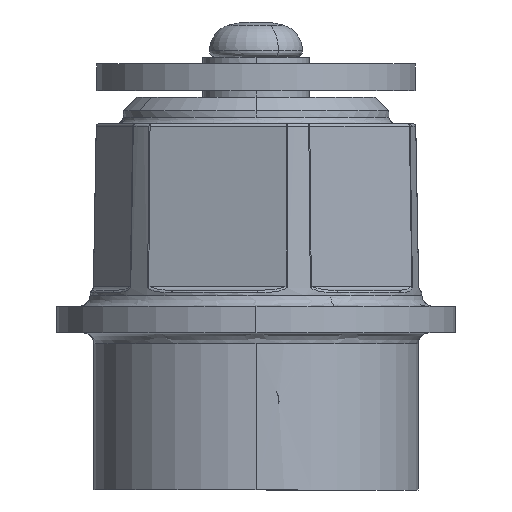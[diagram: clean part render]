
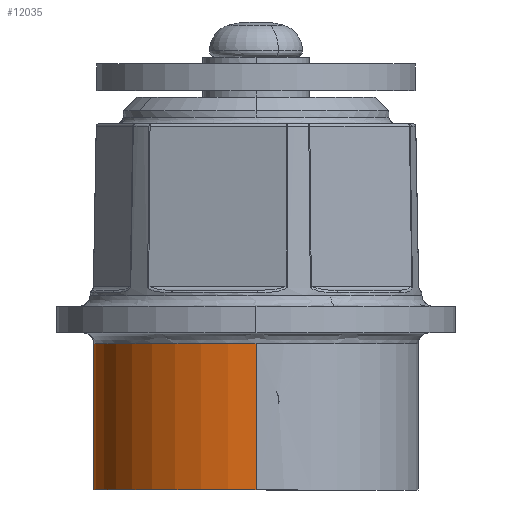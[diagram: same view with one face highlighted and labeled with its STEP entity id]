
A CAD part, left-side view. The second image highlights one B-rep face of the part: STEP entity #12035.
In plain terms, the highlighted cylindrical face has radius 12.175 mm (diameter 24.35 mm), a partial arc.
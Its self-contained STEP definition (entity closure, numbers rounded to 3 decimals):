
#4994 = CARTESIAN_POINT ( 'NONE',  ( 4.536, 11.299, 2.239 ) ) ;
#5007 = CIRCLE ( 'NONE', #5047, 12.175 ) ;
#5008 = B_SPLINE_CURVE_WITH_KNOTS ( 'NONE', 3,
 ( #5065, #5064, #5063, #5062, #5061, #5060 ),
 .UNSPECIFIED., .F., .F.,
 ( 4, 2, 4 ),
 ( 0., 0., 0.001 ),
 .UNSPECIFIED. ) ;
#5009 = B_SPLINE_CURVE_WITH_KNOTS ( 'NONE', 3,
 ( #5054, #5053, #5052, #5051, #5050, #5049 ),
 .UNSPECIFIED., .F., .F.,
 ( 4, 2, 4 ),
 ( 0.002, 0.002, 0.003 ),
 .UNSPECIFIED. ) ;
#5010 = CARTESIAN_POINT ( 'NONE',  ( 4.536, 11.299, 2.239 ) ) ;
#5011 = CARTESIAN_POINT ( 'NONE',  ( 4.531, 11.3, 2.286 ) ) ;
#5012 = CARTESIAN_POINT ( 'NONE',  ( 4.529, 11.301, 2.333 ) ) ;
#5013 = CARTESIAN_POINT ( 'NONE',  ( 4.529, 11.301, 2.38 ) ) ;
#5014 = CARTESIAN_POINT ( 'NONE',  ( 0., 0., 6.73 ) ) ;
#5015 = B_SPLINE_CURVE_WITH_KNOTS ( 'NONE', 3,
 ( #5013, #5012, #5011, #5010 ),
 .UNSPECIFIED., .F., .F.,
 ( 4, 4 ),
 ( 0.001, 0.001 ),
 .UNSPECIFIED. ) ;
#5022 = CARTESIAN_POINT ( 'NONE',  ( 12.175, 0., -4.27 ) ) ;
#5024 = CARTESIAN_POINT ( 'NONE',  ( 4.724, 11.221, 3.131 ) ) ;
#5037 = DIRECTION ( 'NONE',  ( 0., 0., 1. ) ) ;
#5038 = VECTOR ( 'NONE', #5037, 1000. ) ;
#5039 = CARTESIAN_POINT ( 'NONE',  ( -12.175, 0., 1.63 ) ) ;
#5040 = LINE ( 'NONE', #5039, #5038 ) ;
#5042 = CIRCLE ( 'NONE', #5043, 12.175 ) ;
#5043 = AXIS2_PLACEMENT_3D ( 'NONE', #5014, #5095, #5094 ) ;
#5045 = DIRECTION ( 'NONE',  ( 1., 0., 0. ) ) ;
#5046 = DIRECTION ( 'NONE',  ( 0., 0., 1. ) ) ;
#5047 = AXIS2_PLACEMENT_3D ( 'NONE', #5059, #5046, #5045 ) ;
#5048 = LINE ( 'NONE', #5090, #5089 ) ;
#5049 = CARTESIAN_POINT ( 'NONE',  ( 4.536, 11.299, 2.239 ) ) ;
#5050 = CARTESIAN_POINT ( 'NONE',  ( 4.525, 11.303, 2.394 ) ) ;
#5051 = CARTESIAN_POINT ( 'NONE',  ( 4.536, 11.299, 2.549 ) ) ;
#5052 = CARTESIAN_POINT ( 'NONE',  ( 4.601, 11.272, 2.853 ) ) ;
#5053 = CARTESIAN_POINT ( 'NONE',  ( 4.653, 11.251, 2.996 ) ) ;
#5054 = CARTESIAN_POINT ( 'NONE',  ( 4.724, 11.221, 3.131 ) ) ;
#5056 = CARTESIAN_POINT ( 'NONE',  ( -12.175, 0., 6.73 ) ) ;
#5058 = CARTESIAN_POINT ( 'NONE',  ( -12.175, 0., -4.27 ) ) ;
#5059 = CARTESIAN_POINT ( 'NONE',  ( 0., 0., -4.27 ) ) ;
#5060 = CARTESIAN_POINT ( 'NONE',  ( 4.529, 11.301, 2.38 ) ) ;
#5061 = CARTESIAN_POINT ( 'NONE',  ( 4.529, 11.301, 2.512 ) ) ;
#5062 = CARTESIAN_POINT ( 'NONE',  ( 4.546, 11.294, 2.644 ) ) ;
#5063 = CARTESIAN_POINT ( 'NONE',  ( 4.613, 11.267, 2.897 ) ) ;
#5064 = CARTESIAN_POINT ( 'NONE',  ( 4.661, 11.248, 3.017 ) ) ;
#5065 = CARTESIAN_POINT ( 'NONE',  ( 4.724, 11.221, 3.131 ) ) ;
#5066 = CARTESIAN_POINT ( 'NONE',  ( 4.529, 11.301, 2.38 ) ) ;
#5088 = DIRECTION ( 'NONE',  ( 0., 0., 1. ) ) ;
#5089 = VECTOR ( 'NONE', #5088, 1000. ) ;
#5090 = CARTESIAN_POINT ( 'NONE',  ( 12.175, 0., 1.63 ) ) ;
#5094 = DIRECTION ( 'NONE',  ( 1., 0., 0. ) ) ;
#5095 = DIRECTION ( 'NONE',  ( 0., 0., -1. ) ) ;
#7278 = CARTESIAN_POINT ( 'NONE',  ( 12.175, 0., 6.73 ) ) ;
#7279 = DIRECTION ( 'NONE',  ( 1., 0., 0. ) ) ;
#7280 = DIRECTION ( 'NONE',  ( 0., 0., -1. ) ) ;
#7281 = CARTESIAN_POINT ( 'NONE',  ( 0., 0., 6.73 ) ) ;
#7282 = AXIS2_PLACEMENT_3D ( 'NONE', #7281, #7280, #7279 ) ;
#7283 = CARTESIAN_POINT ( 'NONE',  ( 0., 12.175, 6.73 ) ) ;
#7285 = CIRCLE ( 'NONE', #7282, 12.175 ) ;
#8711 = AXIS2_PLACEMENT_3D ( 'NONE', #8714, #8764, #8763 ) ;
#8714 = CARTESIAN_POINT ( 'NONE',  ( 0., 0., 1.63 ) ) ;
#8716 = FACE_OUTER_BOUND ( 'NONE', #11573, .T. ) ;
#8721 = FACE_BOUND ( 'NONE', #11783, .T. ) ;
#8722 = CYLINDRICAL_SURFACE ( 'NONE', #8711, 12.175 ) ;
#8763 = DIRECTION ( 'NONE',  ( 1., 0., 0. ) ) ;
#8764 = DIRECTION ( 'NONE',  ( 0., 0., 1. ) ) ;
#11570 = EDGE_CURVE ( 'NONE', #11576, #11575, #5015, .T. ) ;
#11571 = ORIENTED_EDGE ( 'NONE', *, *, #11590, .T. ) ;
#11572 = EDGE_CURVE ( 'NONE', #11581, #11576, #5008, .T. ) ;
#11573 = EDGE_LOOP ( 'NONE', ( #11587, #11571, #11585, #11592, #11599 ) ) ;
#11574 = VERTEX_POINT ( 'NONE', #5022 ) ;
#11575 = VERTEX_POINT ( 'NONE', #4994 ) ;
#11576 = VERTEX_POINT ( 'NONE', #5066 ) ;
#11577 = EDGE_CURVE ( 'NONE', #11581, #11575, #5009, .T. ) ;
#11578 = VERTEX_POINT ( 'NONE', #5058 ) ;
#11579 = EDGE_CURVE ( 'NONE', #11574, #11578, #5007, .T. ) ;
#11580 = ORIENTED_EDGE ( 'NONE', *, *, #11570, .T. ) ;
#11581 = VERTEX_POINT ( 'NONE', #5024 ) ;
#11582 = ORIENTED_EDGE ( 'NONE', *, *, #11572, .T. ) ;
#11585 = ORIENTED_EDGE ( 'NONE', *, *, #11593, .T. ) ;
#11587 = ORIENTED_EDGE ( 'NONE', *, *, #11579, .T. ) ;
#11588 = VERTEX_POINT ( 'NONE', #5056 ) ;
#11590 = EDGE_CURVE ( 'NONE', #11578, #11588, #5040, .T. ) ;
#11592 = ORIENTED_EDGE ( 'NONE', *, *, #11780, .T. ) ;
#11593 = EDGE_CURVE ( 'NONE', #11588, #11781, #5042, .T. ) ;
#11594 = EDGE_CURVE ( 'NONE', #11574, #11782, #5048, .T. ) ;
#11599 = ORIENTED_EDGE ( 'NONE', *, *, #11594, .F. ) ;
#11780 = EDGE_CURVE ( 'NONE', #11781, #11782, #7285, .T. ) ;
#11781 = VERTEX_POINT ( 'NONE', #7283 ) ;
#11782 = VERTEX_POINT ( 'NONE', #7278 ) ;
#11783 = EDGE_LOOP ( 'NONE', ( #12000, #11582, #11580 ) ) ;
#12000 = ORIENTED_EDGE ( 'NONE', *, *, #11577, .F. ) ;
#12035 = ADVANCED_FACE ( 'NONE', ( #8721, #8716 ), #8722, .T. ) ;
